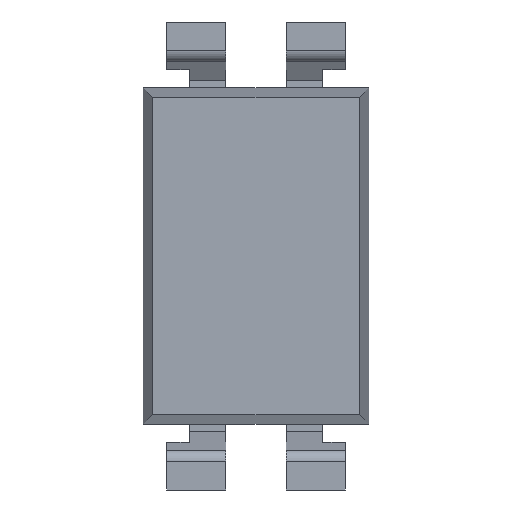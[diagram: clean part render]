
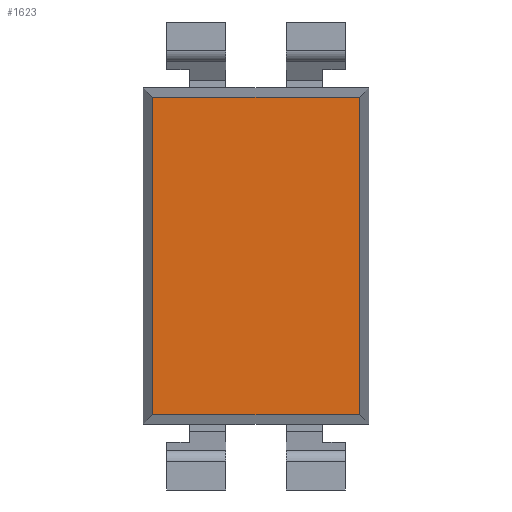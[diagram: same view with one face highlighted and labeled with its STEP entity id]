
A CAD part, front view. The second image highlights one B-rep face of the part: STEP entity #1623.
In plain terms, the highlighted planar face has unit normal (0, -1, 0).
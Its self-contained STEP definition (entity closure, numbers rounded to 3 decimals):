
#20 = CARTESIAN_POINT ( 'NONE',  ( 2.216, 0.65, -3.401 ) ) ;
#56 = VECTOR ( 'NONE', #765, 1000. ) ;
#425 = LINE ( 'NONE', #1790, #2326 ) ;
#463 = VECTOR ( 'NONE', #2125, 1000. ) ;
#539 = ORIENTED_EDGE ( 'NONE', *, *, #2017, .F. ) ;
#621 = VECTOR ( 'NONE', #2368, 1000. ) ;
#636 = CARTESIAN_POINT ( 'NONE',  ( -2.216, 0.65, 3.401 ) ) ;
#655 = ORIENTED_EDGE ( 'NONE', *, *, #1318, .F. ) ;
#765 = DIRECTION ( 'NONE',  ( 0., 0., -1. ) ) ;
#791 = FACE_OUTER_BOUND ( 'NONE', #1406, .T. ) ;
#823 = DIRECTION ( 'NONE',  ( 0., 0., 1. ) ) ;
#944 = CARTESIAN_POINT ( 'NONE',  ( -2.216, 0.65, 3.401 ) ) ;
#986 = LINE ( 'NONE', #944, #463 ) ;
#1028 = PLANE ( 'NONE',  #1426 ) ;
#1141 = LINE ( 'NONE', #2173, #621 ) ;
#1149 = ORIENTED_EDGE ( 'NONE', *, *, #2515, .F. ) ;
#1164 = LINE ( 'NONE', #1362, #56 ) ;
#1272 = CARTESIAN_POINT ( 'NONE',  ( -2.216, 0.65, 3.401 ) ) ;
#1290 = DIRECTION ( 'NONE',  ( -1., 0., 0. ) ) ;
#1318 = EDGE_CURVE ( 'NONE', #1923, #1535, #1141, .T. ) ;
#1330 = VERTEX_POINT ( 'NONE', #20 ) ;
#1362 = CARTESIAN_POINT ( 'NONE',  ( 2.216, 0.65, -3.401 ) ) ;
#1406 = EDGE_LOOP ( 'NONE', ( #655, #2178, #1149, #539 ) ) ;
#1426 = AXIS2_PLACEMENT_3D ( 'NONE', #636, #2011, #823 ) ;
#1529 = VERTEX_POINT ( 'NONE', #2249 ) ;
#1535 = VERTEX_POINT ( 'NONE', #1272 ) ;
#1623 = ADVANCED_FACE ( 'NONE', ( #791 ), #1028, .F. ) ;
#1790 = CARTESIAN_POINT ( 'NONE',  ( -2.216, 0.65, -3.401 ) ) ;
#1923 = VERTEX_POINT ( 'NONE', #2268 ) ;
#2011 = DIRECTION ( 'NONE',  ( 0., 1., 0. ) ) ;
#2017 = EDGE_CURVE ( 'NONE', #1535, #1529, #986, .T. ) ;
#2125 = DIRECTION ( 'NONE',  ( 1., 0., 0. ) ) ;
#2173 = CARTESIAN_POINT ( 'NONE',  ( -2.216, 0.65, -3.401 ) ) ;
#2178 = ORIENTED_EDGE ( 'NONE', *, *, #2312, .F. ) ;
#2249 = CARTESIAN_POINT ( 'NONE',  ( 2.216, 0.65, 3.401 ) ) ;
#2268 = CARTESIAN_POINT ( 'NONE',  ( -2.216, 0.65, -3.401 ) ) ;
#2312 = EDGE_CURVE ( 'NONE', #1330, #1923, #425, .T. ) ;
#2326 = VECTOR ( 'NONE', #1290, 1000. ) ;
#2368 = DIRECTION ( 'NONE',  ( 0., 0., 1. ) ) ;
#2515 = EDGE_CURVE ( 'NONE', #1529, #1330, #1164, .T. ) ;
